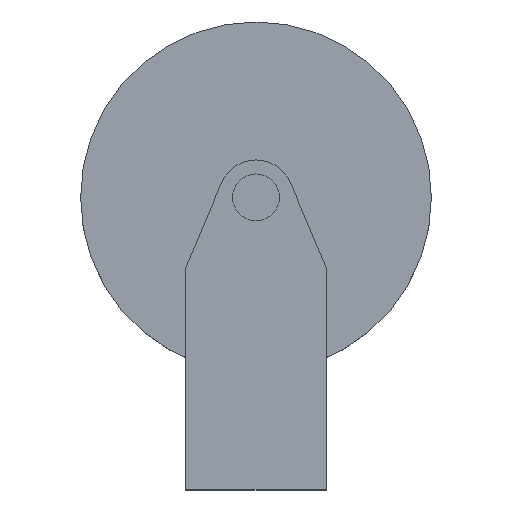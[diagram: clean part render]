
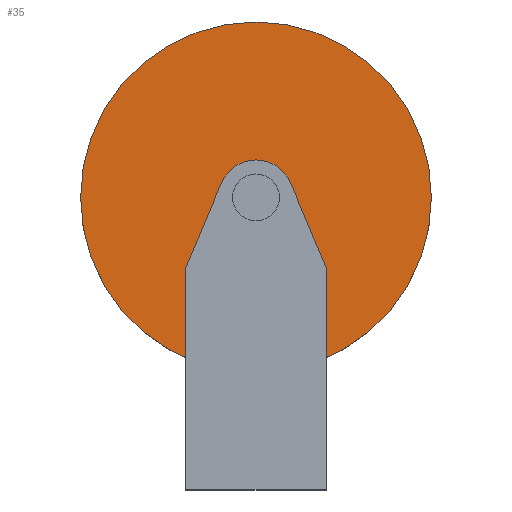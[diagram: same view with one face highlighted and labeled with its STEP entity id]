
A CAD part, top view. The second image highlights one B-rep face of the part: STEP entity #35.
In plain terms, the highlighted planar face has unit normal (0, 0, 1).
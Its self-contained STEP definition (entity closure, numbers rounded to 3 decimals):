
#14 = AXIS2_PLACEMENT_3D ( 'NONE', #55, #907, #272 ) ;
#25 = EDGE_CURVE ( 'NONE', #319, #183, #593, .T. ) ;
#35 = ADVANCED_FACE ( 'PLANAR_15', ( #203, #443 ), #276, .F. ) ;
#41 = DIRECTION ( 'NONE',  ( 1., 0., 0. ) ) ;
#53 = ORIENTED_EDGE ( 'NONE', *, *, #647, .F. ) ;
#55 = CARTESIAN_POINT ( 'NONE',  ( 0., 62.5, 12.5 ) ) ;
#105 = CARTESIAN_POINT ( 'NONE',  ( 37.5, 62.5, 12.5 ) ) ;
#112 = CARTESIAN_POINT ( 'NONE',  ( 5., 62.5, 12.5 ) ) ;
#134 = CIRCLE ( 'NONE', #496, 37.5 ) ;
#145 = AXIS2_PLACEMENT_3D ( 'NONE', #589, #869, #585 ) ;
#183 = VERTEX_POINT ( 'NONE', #112 ) ;
#203 = FACE_OUTER_BOUND ( 'NONE', #408, .T. ) ;
#272 = DIRECTION ( 'NONE',  ( 1., 0., 0. ) ) ;
#276 = PLANE ( 'NONE',  #667 ) ;
#285 = CARTESIAN_POINT ( 'NONE',  ( -5., 62.5, 12.5 ) ) ;
#313 = CARTESIAN_POINT ( 'NONE',  ( -37.5, 62.5, 12.5 ) ) ;
#319 = VERTEX_POINT ( 'NONE', #285 ) ;
#348 = DIRECTION ( 'NONE',  ( 1., 0., 0. ) ) ;
#370 = DIRECTION ( 'NONE',  ( 0., 0., -1. ) ) ;
#403 = VERTEX_POINT ( 'NONE', #105 ) ;
#408 = EDGE_LOOP ( 'NONE', ( #743, #53 ) ) ;
#412 = VERTEX_POINT ( 'NONE', #313 ) ;
#421 = DIRECTION ( 'NONE',  ( 0., 0., -1. ) ) ;
#443 = FACE_BOUND ( 'NONE', #482, .T. ) ;
#467 = EDGE_CURVE ( 'NONE', #412, #403, #134, .T. ) ;
#478 = CIRCLE ( 'NONE', #742, 37.5 ) ;
#482 = EDGE_LOOP ( 'NONE', ( #687, #540 ) ) ;
#496 = AXIS2_PLACEMENT_3D ( 'NONE', #745, #872, #41 ) ;
#540 = ORIENTED_EDGE ( 'NONE', *, *, #724, .T. ) ;
#561 = DIRECTION ( 'NONE',  ( 1., 0., 0. ) ) ;
#585 = DIRECTION ( 'NONE',  ( 1., 0., 0. ) ) ;
#589 = CARTESIAN_POINT ( 'NONE',  ( 0., 62.5, 12.5 ) ) ;
#593 = CIRCLE ( 'NONE', #145, 5. ) ;
#647 = EDGE_CURVE ( 'NONE', #403, #412, #478, .T. ) ;
#667 = AXIS2_PLACEMENT_3D ( 'NONE', #725, #370, #561 ) ;
#687 = ORIENTED_EDGE ( 'NONE', *, *, #25, .T. ) ;
#724 = EDGE_CURVE ( 'NONE', #183, #319, #760, .T. ) ;
#725 = CARTESIAN_POINT ( 'NONE',  ( 0., 62.5, 12.5 ) ) ;
#742 = AXIS2_PLACEMENT_3D ( 'NONE', #902, #421, #348 ) ;
#743 = ORIENTED_EDGE ( 'NONE', *, *, #467, .F. ) ;
#745 = CARTESIAN_POINT ( 'NONE',  ( 0., 62.5, 12.5 ) ) ;
#760 = CIRCLE ( 'NONE', #14, 5. ) ;
#869 = DIRECTION ( 'NONE',  ( 0., 0., -1. ) ) ;
#872 = DIRECTION ( 'NONE',  ( 0., 0., -1. ) ) ;
#902 = CARTESIAN_POINT ( 'NONE',  ( 0., 62.5, 12.5 ) ) ;
#907 = DIRECTION ( 'NONE',  ( 0., 0., -1. ) ) ;
